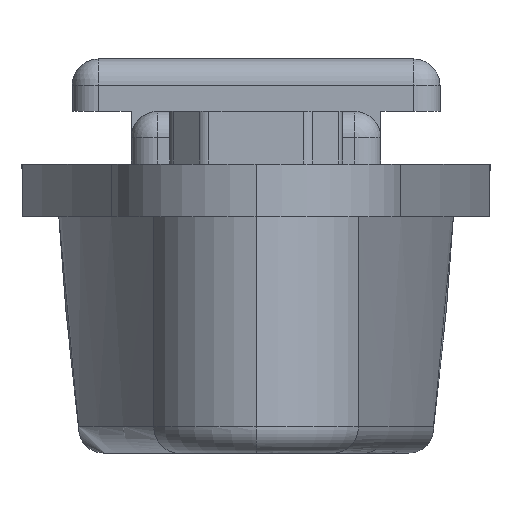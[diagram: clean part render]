
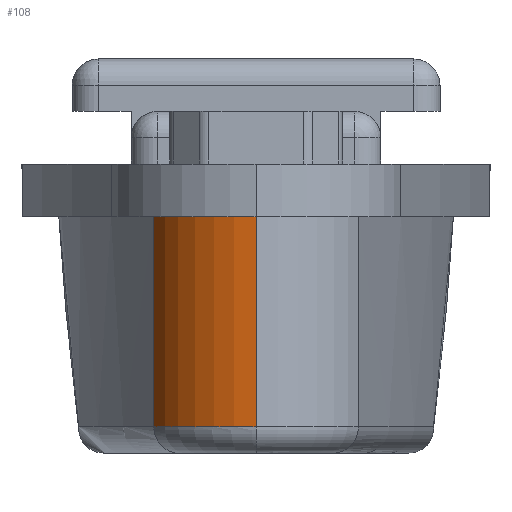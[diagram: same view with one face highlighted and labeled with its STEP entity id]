
A CAD part, front view. The second image highlights one B-rep face of the part: STEP entity #108.
In plain terms, the highlighted cylindrical face has radius 5 mm (diameter 10 mm), a partial arc.
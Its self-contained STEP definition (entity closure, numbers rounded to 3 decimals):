
#108=ADVANCED_FACE('',(#773),#775,.T.);
#773=FACE_BOUND('',#774,.T.);
#774=EDGE_LOOP('',(#1392,#1393,#1394,#1395));
#775=CYLINDRICAL_SURFACE('',#776,5.);
#776=AXIS2_PLACEMENT_3D('',#777,#778,#779);
#777=CARTESIAN_POINT('',(0.675,-23.263,0.));
#778=DIRECTION('',(0.,0.,1.));
#779=DIRECTION('',(-0.913,-0.407,0.));
#1392=ORIENTED_EDGE('',*,*,#1736,.T.);
#1393=ORIENTED_EDGE('',*,*,#1737,.T.);
#1394=ORIENTED_EDGE('',*,*,#1738,.F.);
#1395=ORIENTED_EDGE('',*,*,#1678,.F.);
#1678=EDGE_CURVE('',#2006,#2008,#2009,.T.);
#1736=EDGE_CURVE('',#2006,#2095,#2096,.T.);
#1737=EDGE_CURVE('',#2095,#2097,#2098,.T.);
#1738=EDGE_CURVE('',#2008,#2097,#2099,.T.);
#2006=VERTEX_POINT('',#2704);
#2008=VERTEX_POINT('',#2709);
#2009=LINE('',#2710,#2711);
#2095=VERTEX_POINT('',#2998);
#2096=CIRCLE('',#2999,5.);
#2097=VERTEX_POINT('',#3003);
#2098=LINE('',#3004,#3005);
#2099=CIRCLE('',#3007,5.);
#2704=CARTESIAN_POINT('',(-3.892,-25.298,1.));
#2709=CARTESIAN_POINT('',(-3.892,-25.298,9.));
#2710=CARTESIAN_POINT('',(-3.892,-25.298,1.));
#2711=VECTOR('',#2712,1.);
#2712=DIRECTION('',(0.,0.,1.));
#2998=CARTESIAN_POINT('',(0.,-28.217,1.));
#2999=AXIS2_PLACEMENT_3D('',#3000,#3001,#3002);
#3000=CARTESIAN_POINT('',(0.675,-23.263,1.));
#3001=DIRECTION('',(0.,0.,1.));
#3002=DIRECTION('',(-0.913,-0.407,0.));
#3003=CARTESIAN_POINT('',(0.,-28.217,9.));
#3004=CARTESIAN_POINT('',(0.,-28.217,1.));
#3005=VECTOR('',#3006,1.);
#3006=DIRECTION('',(0.,0.,1.));
#3007=AXIS2_PLACEMENT_3D('',#3008,#3009,#3010);
#3008=CARTESIAN_POINT('',(0.675,-23.263,9.));
#3009=DIRECTION('',(0.,0.,1.));
#3010=DIRECTION('',(-0.913,-0.407,0.));
